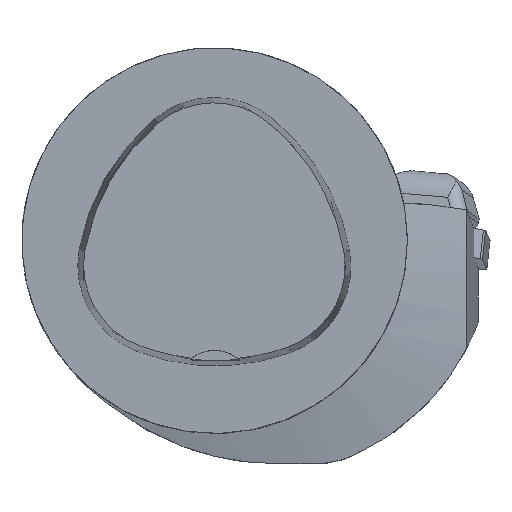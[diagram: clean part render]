
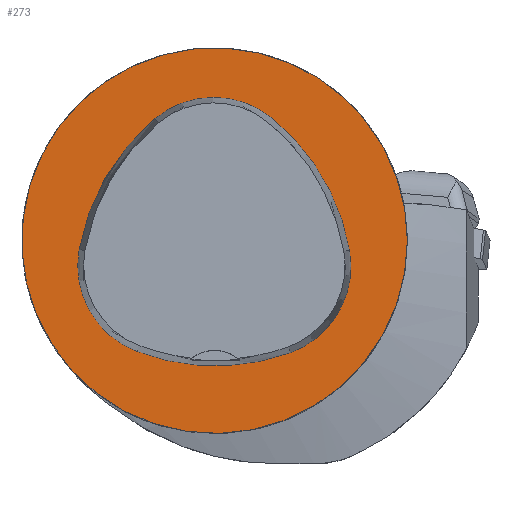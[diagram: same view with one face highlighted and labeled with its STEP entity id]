
A CAD part, top view. The second image highlights one B-rep face of the part: STEP entity #273.
In plain terms, the highlighted planar face has unit normal (0, 0, 1).
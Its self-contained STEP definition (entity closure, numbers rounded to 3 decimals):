
#273=ADVANCED_FACE('',(#671,#672),#347,.T.);
#347=PLANE('',#1839);
#671=FACE_BOUND('',#713,.T.);
#672=FACE_BOUND('',#714,.T.);
#713=EDGE_LOOP('',(#964,#965,#966,#967,#968,#969));
#714=EDGE_LOOP('',(#970));
#964=ORIENTED_EDGE('',*,*,#1527,.F.);
#965=ORIENTED_EDGE('',*,*,#1522,.F.);
#966=ORIENTED_EDGE('',*,*,#1517,.F.);
#967=ORIENTED_EDGE('',*,*,#1514,.F.);
#968=ORIENTED_EDGE('',*,*,#1511,.F.);
#969=ORIENTED_EDGE('',*,*,#1507,.F.);
#970=ORIENTED_EDGE('',*,*,#1489,.T.);
#1318=VERTEX_POINT('',#2687);
#1334=VERTEX_POINT('',#2751);
#1335=VERTEX_POINT('',#2752);
#1338=VERTEX_POINT('',#2760);
#1340=VERTEX_POINT('',#2766);
#1342=VERTEX_POINT('',#2772);
#1346=VERTEX_POINT('',#2785);
#1489=EDGE_CURVE('',#1318,#1318,#1644,.T.);
#1507=EDGE_CURVE('',#1334,#1335,#1646,.T.);
#1511=EDGE_CURVE('',#1335,#1338,#1648,.T.);
#1514=EDGE_CURVE('',#1338,#1340,#1650,.T.);
#1517=EDGE_CURVE('',#1340,#1342,#1652,.T.);
#1522=EDGE_CURVE('',#1342,#1346,#1655,.T.);
#1527=EDGE_CURVE('',#1346,#1334,#1658,.T.);
#1644=CIRCLE('',#1809,31.5);
#1646=CIRCLE('',#1817,36.);
#1648=CIRCLE('',#1820,15.);
#1650=CIRCLE('',#1823,36.);
#1652=CIRCLE('',#1826,15.);
#1655=CIRCLE('',#1830,36.);
#1658=CIRCLE('',#1834,15.);
#1809=AXIS2_PLACEMENT_3D('',#2686,#2097,#2098);
#1817=AXIS2_PLACEMENT_3D('',#2750,#2117,#2118);
#1820=AXIS2_PLACEMENT_3D('',#2759,#2125,#2126);
#1823=AXIS2_PLACEMENT_3D('',#2765,#2132,#2133);
#1826=AXIS2_PLACEMENT_3D('',#2771,#2139,#2140);
#1830=AXIS2_PLACEMENT_3D('',#2784,#2148,#2149);
#1834=AXIS2_PLACEMENT_3D('',#2797,#2157,#2158);
#1839=AXIS2_PLACEMENT_3D('',#2802,#2167,#2168);
#2097=DIRECTION('',(0.,0.,1.));
#2098=DIRECTION('',(1.,0.,0.));
#2117=DIRECTION('',(0.,0.,1.));
#2118=DIRECTION('',(1.,0.,0.));
#2125=DIRECTION('',(0.,0.,1.));
#2126=DIRECTION('',(1.,0.,0.));
#2132=DIRECTION('',(0.,0.,1.));
#2133=DIRECTION('',(1.,0.,0.));
#2139=DIRECTION('',(0.,0.,1.));
#2140=DIRECTION('',(1.,0.,0.));
#2148=DIRECTION('',(0.,0.,1.));
#2149=DIRECTION('',(1.,0.,0.));
#2157=DIRECTION('',(0.,0.,1.));
#2158=DIRECTION('',(1.,0.,0.));
#2167=DIRECTION('',(0.,0.,1.));
#2168=DIRECTION('',(-1.,0.,0.));
#2686=CARTESIAN_POINT('',(0.,0.,0.));
#2687=CARTESIAN_POINT('',(31.5,0.,0.));
#2750=CARTESIAN_POINT('',(-13.398,-7.893,0.));
#2751=CARTESIAN_POINT('',(22.041,-1.562,0.));
#2752=CARTESIAN_POINT('',(9.317,20.036,0.));
#2759=CARTESIAN_POINT('',(-0.148,8.399,0.));
#2760=CARTESIAN_POINT('',(-9.779,19.898,0.));
#2765=CARTESIAN_POINT('',(13.337,-7.7,0.));
#2766=CARTESIAN_POINT('',(-22.122,-1.48,0.));
#2771=CARTESIAN_POINT('',(-7.347,-4.071,0.));
#2772=CARTESIAN_POINT('',(-12.693,-18.087,0.));
#2784=CARTESIAN_POINT('',(0.137,15.55,0.));
#2785=CARTESIAN_POINT('',(12.373,-18.307,0.));
#2797=CARTESIAN_POINT('',(7.275,-4.2,0.));
#2802=CARTESIAN_POINT('',(0.,0.,0.));
